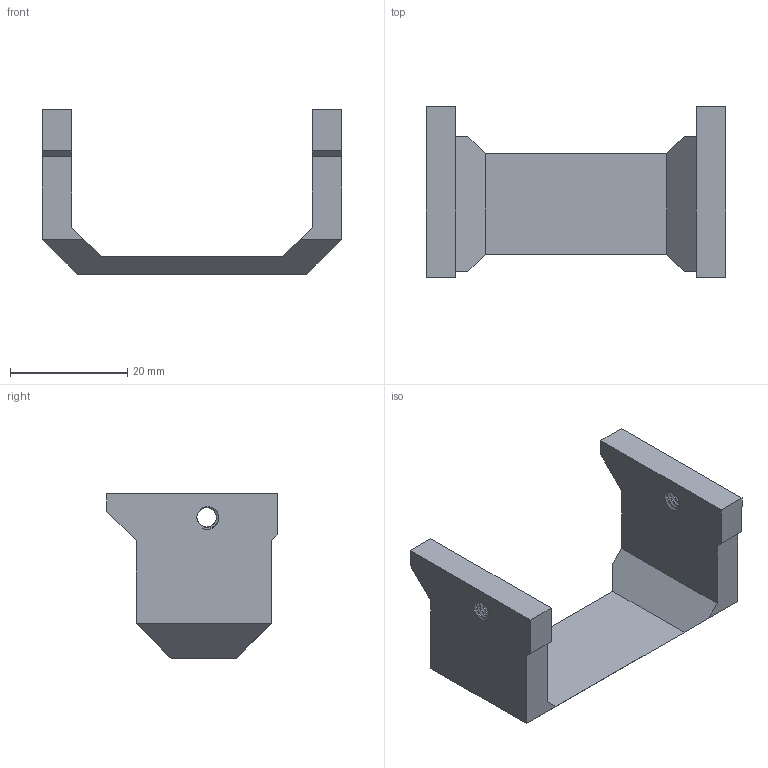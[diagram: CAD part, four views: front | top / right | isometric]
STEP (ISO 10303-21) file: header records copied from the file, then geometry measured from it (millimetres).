
FILE_DESCRIPTION(/* description */ (''),/* implementation_level */ '2;1');
FILE_NAME(/* name */ 'Frame_up_Aluminum.step',/* time_stamp */ '2022-10-14T19:28:54+03:00',/* author */ (''),/* organization */ (''),/* preprocessor_version */ 'ST-DEVELOPER v19',/* originating_system */ 'Autodesk Translation Framework v11.7.0.108',/* authorisation */ '');
FILE_SCHEMA (('AUTOMOTIVE_DESIGN { 1 0 10303 214 3 1 1 }'));
Length unit declared in the file: millimetre
Products named in the file (1): iykujhfaegsrdgfhjk
Bounding box: 50.94 x 29 x 28 mm (x, y, z)
Volume: 8045.7 mm3; surface area: 5015.1 mm2
Topology: 1 solids, 1 shells, 62 faces, 176 edges, 116 vertices
Faces by surface type: cylinder 32, plane 26, bspline 4
Full cylindrical faces by diameter (mm): 3.332 x8, 4.109 x1, 4.11 x1
Entity records: 4254 total; most frequent: CARTESIAN_POINT 2713, ORIENTED_EDGE 352, DIRECTION 230, EDGE_CURVE 176, VERTEX_POINT 116, LINE 96, VECTOR 96, B_SPLINE_CURVE_WITH_KNOTS 72
